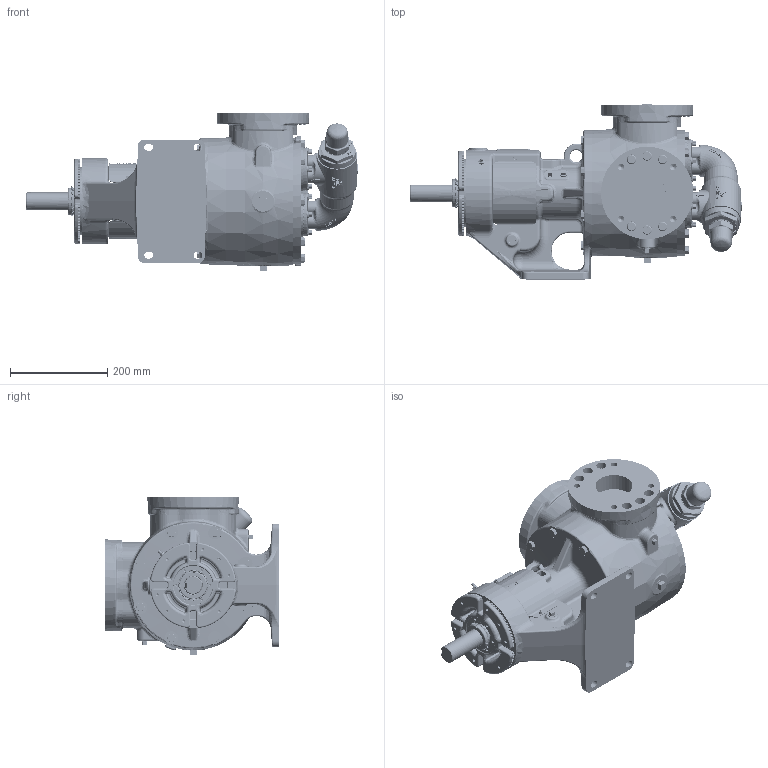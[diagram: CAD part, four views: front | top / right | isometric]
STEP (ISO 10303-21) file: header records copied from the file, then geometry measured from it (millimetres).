
FILE_DESCRIPTION (( 'STEP AP214' ), '1' );
FILE_NAME ('LV-4817.step', '2025-12-05T05:17:32', ( '' ), ( '' ), 'SwSTEP 2.0', 'SolidWorks 2024', '' );
FILE_SCHEMA (( 'AUTOMOTIVE_DESIGN' ));
Products named in the file (1): LV-4817
Bounding box: 684.39 x 360.36 x 326.71 mm (x, y, z)
Volume: 19284371.2 mm3; surface area: 989403.1 mm2
Topology: 1 solids, 1 shells, 6539 faces, 16546 edges, 10194 vertices
Faces by surface type: bspline 2159, plane 2042, cylinder 1218, cone 758, torus 274, sphere 88
Entity records: 313374 total; most frequent: CARTESIAN_POINT 174855, ORIENTED_EDGE 32754, DIRECTION 22941, EDGE_CURVE 16377, VERTEX_POINT 10191, AXIS2_PLACEMENT_3D 8579, EDGE_LOOP 6914, FACE_OUTER_BOUND 6539
